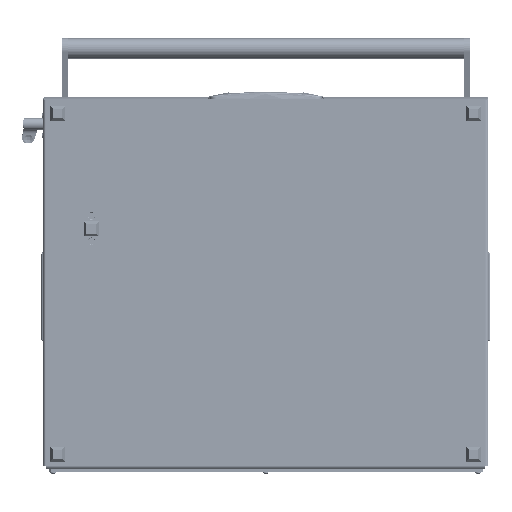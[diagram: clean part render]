
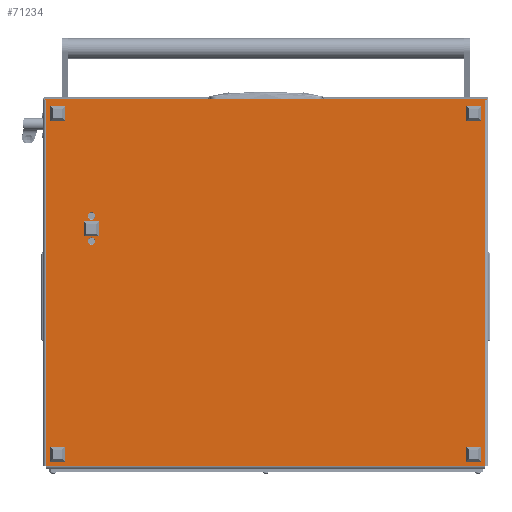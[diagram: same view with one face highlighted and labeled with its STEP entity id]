
A CAD part, front view. The second image highlights one B-rep face of the part: STEP entity #71234.
In plain terms, the highlighted face is planar.
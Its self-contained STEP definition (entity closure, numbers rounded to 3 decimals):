
#1350 = VERTEX_POINT ( 'NONE', #59528 ) ;
#6244 = LINE ( 'NONE', #54512, #110023 ) ;
#6415 = EDGE_CURVE ( 'NONE', #98135, #110705, #26294, .T. ) ;
#6508 = CARTESIAN_POINT ( 'NONE',  ( -2., -4., 0. ) ) ;
#7216 = VERTEX_POINT ( 'NONE', #34559 ) ;
#7685 = EDGE_LOOP ( 'NONE', ( #34521, #31149, #59866, #44272, #67910, #72257, #55384, #30614 ) ) ;
#7730 = VECTOR ( 'NONE', #96750, 1000. ) ;
#8057 = LINE ( 'NONE', #107201, #59007 ) ;
#11971 = LINE ( 'NONE', #21777, #107991 ) ;
#13924 = DIRECTION ( 'NONE',  ( 0., 0., -1. ) ) ;
#15505 = VECTOR ( 'NONE', #89516, 1000. ) ;
#17194 = CARTESIAN_POINT ( 'NONE',  ( 0., -2., 0. ) ) ;
#19856 = DIRECTION ( 'NONE',  ( 0., -1., 0. ) ) ;
#19898 = AXIS2_PLACEMENT_3D ( 'NONE', #52984, #92750, #63335 ) ;
#21777 = CARTESIAN_POINT ( 'NONE',  ( 506., 608., 0. ) ) ;
#23072 = AXIS2_PLACEMENT_3D ( 'NONE', #55007, #13924, #54369 ) ;
#25359 = AXIS2_PLACEMENT_3D ( 'NONE', #58717, #119350, #128506 ) ;
#26118 = CIRCLE ( 'NONE', #19898, 5.2 ) ;
#26294 = LINE ( 'NONE', #17194, #7730 ) ;
#26720 = ORIENTED_EDGE ( 'NONE', *, *, #122374, .F. ) ;
#30614 = ORIENTED_EDGE ( 'NONE', *, *, #98929, .F. ) ;
#30662 = FACE_BOUND ( 'NONE', #107289, .T. ) ;
#31149 = ORIENTED_EDGE ( 'NONE', *, *, #6415, .T. ) ;
#31446 = CARTESIAN_POINT ( 'NONE',  ( 0., 610., 0. ) ) ;
#32738 = ORIENTED_EDGE ( 'NONE', *, *, #70623, .F. ) ;
#33022 = EDGE_CURVE ( 'NONE', #35466, #102193, #26118, .T. ) ;
#33769 = CARTESIAN_POINT ( 'NONE',  ( 195., 545., 0. ) ) ;
#34521 = ORIENTED_EDGE ( 'NONE', *, *, #120396, .F. ) ;
#34559 = CARTESIAN_POINT ( 'NONE',  ( 0., 608., 0. ) ) ;
#35466 = VERTEX_POINT ( 'NONE', #38744 ) ;
#37287 = EDGE_CURVE ( 'NONE', #104027, #76890, #56351, .T. ) ;
#38744 = CARTESIAN_POINT ( 'NONE',  ( 165.2, 545., 0. ) ) ;
#39439 = CARTESIAN_POINT ( 'NONE',  ( 0., 0., 0. ) ) ;
#42892 = DIRECTION ( 'NONE',  ( 0., 0., -1. ) ) ;
#44272 = ORIENTED_EDGE ( 'NONE', *, *, #56802, .T. ) ;
#45647 = LINE ( 'NONE', #6508, #99770 ) ;
#48129 = EDGE_CURVE ( 'NONE', #110705, #1350, #45647, .T. ) ;
#50548 = CARTESIAN_POINT ( 'NONE',  ( 506., 608., 0. ) ) ;
#52984 = CARTESIAN_POINT ( 'NONE',  ( 160., 545., 0. ) ) ;
#54369 = DIRECTION ( 'NONE',  ( -1., 0., 0. ) ) ;
#54372 = CARTESIAN_POINT ( 'NONE',  ( 0., 610., 0. ) ) ;
#54512 = CARTESIAN_POINT ( 'NONE',  ( 0., 608., 0. ) ) ;
#55007 = CARTESIAN_POINT ( 'NONE',  ( 160., 545., 0. ) ) ;
#55384 = ORIENTED_EDGE ( 'NONE', *, *, #107352, .T. ) ;
#56320 = VECTOR ( 'NONE', #113248, 1000. ) ;
#56351 = CIRCLE ( 'NONE', #58504, 5.2 ) ;
#56802 = EDGE_CURVE ( 'NONE', #1350, #66728, #120135, .T. ) ;
#57331 = CARTESIAN_POINT ( 'NONE',  ( -2., -2., 0. ) ) ;
#58504 = AXIS2_PLACEMENT_3D ( 'NONE', #33769, #42892, #73490 ) ;
#58717 = CARTESIAN_POINT ( 'NONE',  ( 0., 608., 0. ) ) ;
#59007 = VECTOR ( 'NONE', #79730, 1000. ) ;
#59528 = CARTESIAN_POINT ( 'NONE',  ( -2., 610., 0. ) ) ;
#59866 = ORIENTED_EDGE ( 'NONE', *, *, #48129, .T. ) ;
#63335 = DIRECTION ( 'NONE',  ( -1., 0., 0. ) ) ;
#66728 = VERTEX_POINT ( 'NONE', #54372 ) ;
#67910 = ORIENTED_EDGE ( 'NONE', *, *, #100277, .F. ) ;
#68312 = AXIS2_PLACEMENT_3D ( 'NONE', #81076, #104332, #120837 ) ;
#70581 = VERTEX_POINT ( 'NONE', #50548 ) ;
#70623 = EDGE_CURVE ( 'NONE', #102193, #35466, #127024, .T. ) ;
#71234 = ADVANCED_FACE ( 'NONE', ( #90007, #30662, #118712 ), #88736, .T. ) ;
#72257 = ORIENTED_EDGE ( 'NONE', *, *, #80981, .F. ) ;
#73490 = DIRECTION ( 'NONE',  ( -1., 0., 0. ) ) ;
#76890 = VERTEX_POINT ( 'NONE', #125925 ) ;
#79730 = DIRECTION ( 'NONE',  ( 0., 1., 0. ) ) ;
#80981 = EDGE_CURVE ( 'NONE', #70581, #7216, #6244, .T. ) ;
#81076 = CARTESIAN_POINT ( 'NONE',  ( 195., 545., 0. ) ) ;
#81108 = DIRECTION ( 'NONE',  ( 1., 0., 0. ) ) ;
#83964 = CARTESIAN_POINT ( 'NONE',  ( 506., 0., 0. ) ) ;
#88736 = PLANE ( 'NONE',  #25359 ) ;
#89516 = DIRECTION ( 'NONE',  ( 1., 0., 0. ) ) ;
#90007 = FACE_BOUND ( 'NONE', #98333, .T. ) ;
#90269 = LINE ( 'NONE', #39439, #94494 ) ;
#90407 = VERTEX_POINT ( 'NONE', #118711 ) ;
#91058 = ORIENTED_EDGE ( 'NONE', *, *, #33022, .F. ) ;
#92750 = DIRECTION ( 'NONE',  ( 0., 0., -1. ) ) ;
#94292 = DIRECTION ( 'NONE',  ( -1., 0., 0. ) ) ;
#94494 = VECTOR ( 'NONE', #81108, 1000. ) ;
#96750 = DIRECTION ( 'NONE',  ( -1., 0., 0. ) ) ;
#98135 = VERTEX_POINT ( 'NONE', #125212 ) ;
#98333 = EDGE_LOOP ( 'NONE', ( #32738, #91058 ) ) ;
#98929 = EDGE_CURVE ( 'NONE', #90407, #122853, #90269, .T. ) ;
#99770 = VECTOR ( 'NONE', #104990, 1000. ) ;
#100277 = EDGE_CURVE ( 'NONE', #7216, #66728, #8057, .T. ) ;
#101271 = ORIENTED_EDGE ( 'NONE', *, *, #37287, .F. ) ;
#102193 = VERTEX_POINT ( 'NONE', #108094 ) ;
#104027 = VERTEX_POINT ( 'NONE', #106673 ) ;
#104332 = DIRECTION ( 'NONE',  ( 0., 0., -1. ) ) ;
#104990 = DIRECTION ( 'NONE',  ( 0., 1., 0. ) ) ;
#106673 = CARTESIAN_POINT ( 'NONE',  ( 189.8, 545., 0. ) ) ;
#107201 = CARTESIAN_POINT ( 'NONE',  ( 0., -4., 0. ) ) ;
#107289 = EDGE_LOOP ( 'NONE', ( #101271, #26720 ) ) ;
#107352 = EDGE_CURVE ( 'NONE', #70581, #122853, #11971, .T. ) ;
#107991 = VECTOR ( 'NONE', #19856, 1000. ) ;
#108094 = CARTESIAN_POINT ( 'NONE',  ( 154.8, 545., 0. ) ) ;
#110023 = VECTOR ( 'NONE', #94292, 1000. ) ;
#110705 = VERTEX_POINT ( 'NONE', #57331 ) ;
#112587 = CARTESIAN_POINT ( 'NONE',  ( 0., -4., 0. ) ) ;
#113248 = DIRECTION ( 'NONE',  ( 0., 1., 0. ) ) ;
#115198 = LINE ( 'NONE', #112587, #56320 ) ;
#118313 = CIRCLE ( 'NONE', #68312, 5.2 ) ;
#118711 = CARTESIAN_POINT ( 'NONE',  ( 0., 0., 0. ) ) ;
#118712 = FACE_OUTER_BOUND ( 'NONE', #7685, .T. ) ;
#119350 = DIRECTION ( 'NONE',  ( 0., 0., -1. ) ) ;
#120135 = LINE ( 'NONE', #31446, #15505 ) ;
#120396 = EDGE_CURVE ( 'NONE', #98135, #90407, #115198, .T. ) ;
#120837 = DIRECTION ( 'NONE',  ( -1., 0., 0. ) ) ;
#122374 = EDGE_CURVE ( 'NONE', #76890, #104027, #118313, .T. ) ;
#122853 = VERTEX_POINT ( 'NONE', #83964 ) ;
#125212 = CARTESIAN_POINT ( 'NONE',  ( 0., -2., 0. ) ) ;
#125925 = CARTESIAN_POINT ( 'NONE',  ( 200.2, 545., 0. ) ) ;
#127024 = CIRCLE ( 'NONE', #23072, 5.2 ) ;
#128506 = DIRECTION ( 'NONE',  ( -1., 0., 0. ) ) ;
